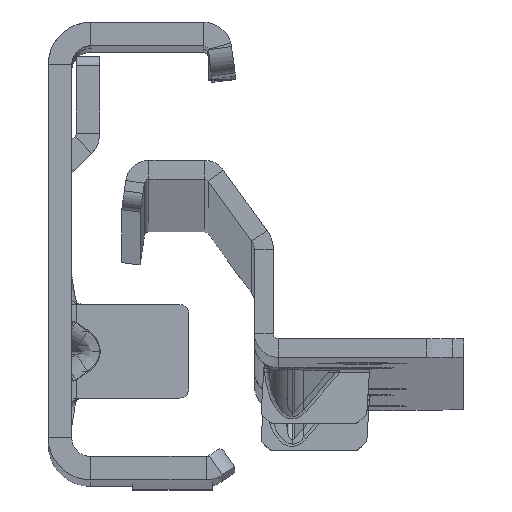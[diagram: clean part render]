
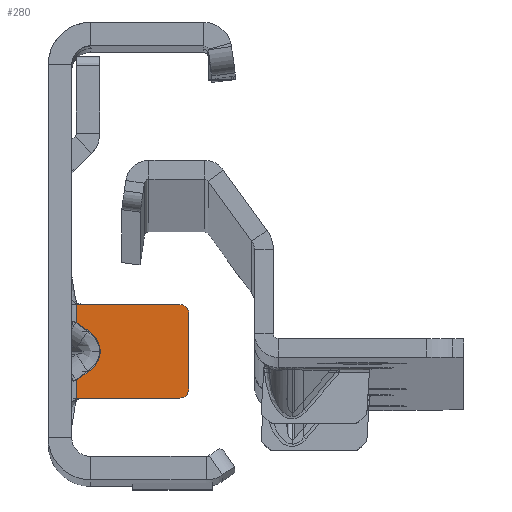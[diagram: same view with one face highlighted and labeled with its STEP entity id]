
A CAD part, top view. The second image highlights one B-rep face of the part: STEP entity #280.
In plain terms, the highlighted planar face has unit normal (0, 0, 1).
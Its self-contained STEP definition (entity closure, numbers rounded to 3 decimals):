
#11 = CARTESIAN_POINT ( 'NONE',  ( 3.573, -10.508, -391.5 ) ) ;
#182 = ORIENTED_EDGE ( 'NONE', *, *, #11791, .F. ) ;
#266 = CARTESIAN_POINT ( 'NONE',  ( 0.5, -14.6, -391.5 ) ) ;
#280 = ADVANCED_FACE ( 'NONE', ( #5761 ), #10671, .F. ) ;
#749 = DIRECTION ( 'NONE',  ( 0., 0., -1. ) ) ;
#784 = AXIS2_PLACEMENT_3D ( 'NONE', #1470, #8893, #7366 ) ;
#815 =( BOUNDED_CURVE ( )  B_SPLINE_CURVE ( 3, ( #14824, #11, #1548, #7444 ),
 .UNSPECIFIED., .F., .T. ) 
 B_SPLINE_CURVE_WITH_KNOTS ( ( 4, 4 ),
 ( 2.356, 3.927 ),
 .UNSPECIFIED. ) 
 CURVE ( )  GEOMETRIC_REPRESENTATION_ITEM ( )  RATIONAL_B_SPLINE_CURVE ( ( 1., 0.805, 0.805, 1. ) ) 
 REPRESENTATION_ITEM ( '' )  );
#890 = ORIENTED_EDGE ( 'NONE', *, *, #9843, .T. ) ;
#1347 = VERTEX_POINT ( 'NONE', #11712 ) ;
#1348 = LINE ( 'NONE', #15764, #14064 ) ;
#1425 = LINE ( 'NONE', #15903, #15836 ) ;
#1469 = CARTESIAN_POINT ( 'NONE',  ( -1.826, -14.6, -391.5 ) ) ;
#1470 = CARTESIAN_POINT ( 'NONE',  ( 11.5, -5.6, -391.5 ) ) ;
#1546 = VECTOR ( 'NONE', #7708, 1000. ) ;
#1548 = CARTESIAN_POINT ( 'NONE',  ( 3.573, -8.692, -391.5 ) ) ;
#1698 = CARTESIAN_POINT ( 'NONE',  ( 0.5, -6.519, -391.5 ) ) ;
#1901 = EDGE_CURVE ( 'NONE', #13066, #6394, #2274, .T. ) ;
#1974 = DIRECTION ( 'NONE',  ( 0., 1., 0. ) ) ;
#2146 = VERTEX_POINT ( 'NONE', #1698 ) ;
#2217 = VERTEX_POINT ( 'NONE', #9591 ) ;
#2274 = LINE ( 'NONE', #3386, #2562 ) ;
#2507 = EDGE_CURVE ( 'NONE', #10217, #9052, #5474, .T. ) ;
#2562 = VECTOR ( 'NONE', #14502, 1000. ) ;
#2827 = VECTOR ( 'NONE', #5553, 1000. ) ;
#2978 = EDGE_CURVE ( 'NONE', #6525, #2146, #10981, .T. ) ;
#3214 = AXIS2_PLACEMENT_3D ( 'NONE', #8258, #749, #4543 ) ;
#3355 = DIRECTION ( 'NONE',  ( -1., 0., 0. ) ) ;
#3386 = CARTESIAN_POINT ( 'NONE',  ( 12.5, -5.6, -391.5 ) ) ;
#3493 = VECTOR ( 'NONE', #8813, 1000. ) ;
#3619 = VECTOR ( 'NONE', #5385, 1000. ) ;
#4543 = DIRECTION ( 'NONE',  ( 0., 1., 0. ) ) ;
#4644 = EDGE_CURVE ( 'NONE', #1347, #13618, #7016, .T. ) ;
#4895 = ORIENTED_EDGE ( 'NONE', *, *, #2507, .F. ) ;
#5031 = ORIENTED_EDGE ( 'NONE', *, *, #13126, .F. ) ;
#5199 = ORIENTED_EDGE ( 'NONE', *, *, #13972, .T. ) ;
#5309 = CARTESIAN_POINT ( 'NONE',  ( 2.624, -11.179, -391.5 ) ) ;
#5385 = DIRECTION ( 'NONE',  ( 1., 0., 0. ) ) ;
#5474 = LINE ( 'NONE', #5309, #2827 ) ;
#5553 = DIRECTION ( 'NONE',  ( 0.816, 0.577, 0. ) ) ;
#5740 = ORIENTED_EDGE ( 'NONE', *, *, #9882, .T. ) ;
#5761 = FACE_OUTER_BOUND ( 'NONE', #11448, .T. ) ;
#5925 = CARTESIAN_POINT ( 'NONE',  ( 11.5, -13.6, -391.5 ) ) ;
#5952 = CARTESIAN_POINT ( 'NONE',  ( -1.826, -4.6, -391.5 ) ) ;
#6394 = VERTEX_POINT ( 'NONE', #10954 ) ;
#6525 = VERTEX_POINT ( 'NONE', #12135 ) ;
#6912 = EDGE_CURVE ( 'NONE', #2217, #13066, #11650, .T. ) ;
#7016 = LINE ( 'NONE', #5952, #10326 ) ;
#7186 = ORIENTED_EDGE ( 'NONE', *, *, #4644, .T. ) ;
#7207 = DIRECTION ( 'NONE',  ( -0.816, 0.577, 0. ) ) ;
#7254 = ORIENTED_EDGE ( 'NONE', *, *, #14040, .F. ) ;
#7366 = DIRECTION ( 'NONE',  ( 0., -1., 0. ) ) ;
#7444 = CARTESIAN_POINT ( 'NONE',  ( 1.757, -7.408, -391.5 ) ) ;
#7708 = DIRECTION ( 'NONE',  ( 0., 1., 0. ) ) ;
#7755 = VECTOR ( 'NONE', #7207, 1000. ) ;
#7757 = CIRCLE ( 'NONE', #784, 1. ) ;
#8258 = CARTESIAN_POINT ( 'NONE',  ( -7.326, 22.3, -391.5 ) ) ;
#8412 = CARTESIAN_POINT ( 'NONE',  ( 1.367, -7.131, -391.5 ) ) ;
#8616 = ORIENTED_EDGE ( 'NONE', *, *, #1901, .T. ) ;
#8813 = DIRECTION ( 'NONE',  ( 1., 0., 0. ) ) ;
#8893 = DIRECTION ( 'NONE',  ( 0., 0., 1. ) ) ;
#9052 = VERTEX_POINT ( 'NONE', #12214 ) ;
#9504 = VERTEX_POINT ( 'NONE', #266 ) ;
#9591 = CARTESIAN_POINT ( 'NONE',  ( 11.5, -14.6, -391.5 ) ) ;
#9750 = CARTESIAN_POINT ( 'NONE',  ( 11.5, -4.6, -391.5 ) ) ;
#9843 = EDGE_CURVE ( 'NONE', #14653, #2217, #10095, .T. ) ;
#9882 = EDGE_CURVE ( 'NONE', #11565, #1347, #1348, .T. ) ;
#10095 = LINE ( 'NONE', #1469, #3493 ) ;
#10143 = CARTESIAN_POINT ( 'NONE',  ( 0.5, -4.6, -391.5 ) ) ;
#10217 = VERTEX_POINT ( 'NONE', #13241 ) ;
#10326 = VECTOR ( 'NONE', #3355, 1000. ) ;
#10671 = PLANE ( 'NONE',  #3214 ) ;
#10954 = CARTESIAN_POINT ( 'NONE',  ( 12.5, -5.6, -391.5 ) ) ;
#10981 = LINE ( 'NONE', #8412, #7755 ) ;
#11045 = ORIENTED_EDGE ( 'NONE', *, *, #2978, .F. ) ;
#11332 = ORIENTED_EDGE ( 'NONE', *, *, #14179, .T. ) ;
#11448 = EDGE_LOOP ( 'NONE', ( #11045, #7254, #4895, #5031, #11332, #890, #14563, #8616, #5199, #5740, #7186, #182 ) ) ;
#11493 = CARTESIAN_POINT ( 'NONE',  ( -1.826, -14.6, -391.5 ) ) ;
#11565 = VERTEX_POINT ( 'NONE', #9750 ) ;
#11650 = CIRCLE ( 'NONE', #15753, 1. ) ;
#11712 = CARTESIAN_POINT ( 'NONE',  ( 0.708, -4.6, -391.5 ) ) ;
#11791 = EDGE_CURVE ( 'NONE', #2146, #13618, #1425, .T. ) ;
#12026 = CARTESIAN_POINT ( 'NONE',  ( 0.708, -14.6, -391.5 ) ) ;
#12135 = CARTESIAN_POINT ( 'NONE',  ( 1.757, -7.408, -391.5 ) ) ;
#12214 = CARTESIAN_POINT ( 'NONE',  ( 1.757, -11.792, -391.5 ) ) ;
#12703 = LINE ( 'NONE', #11493, #3619 ) ;
#13066 = VERTEX_POINT ( 'NONE', #15808 ) ;
#13126 = EDGE_CURVE ( 'NONE', #9504, #10217, #15081, .T. ) ;
#13241 = CARTESIAN_POINT ( 'NONE',  ( 0.5, -12.681, -391.5 ) ) ;
#13283 = DIRECTION ( 'NONE',  ( -1., 0., 0. ) ) ;
#13618 = VERTEX_POINT ( 'NONE', #10143 ) ;
#13972 = EDGE_CURVE ( 'NONE', #6394, #11565, #7757, .T. ) ;
#14040 = EDGE_CURVE ( 'NONE', #9052, #6525, #815, .T. ) ;
#14058 = CARTESIAN_POINT ( 'NONE',  ( 0.5, 22.3, -391.5 ) ) ;
#14064 = VECTOR ( 'NONE', #13283, 1000. ) ;
#14179 = EDGE_CURVE ( 'NONE', #9504, #14653, #12703, .T. ) ;
#14213 = DIRECTION ( 'NONE',  ( 0., 0., 1. ) ) ;
#14502 = DIRECTION ( 'NONE',  ( 0., 1., 0. ) ) ;
#14563 = ORIENTED_EDGE ( 'NONE', *, *, #6912, .T. ) ;
#14653 = VERTEX_POINT ( 'NONE', #12026 ) ;
#14705 = DIRECTION ( 'NONE',  ( 0., 1., 0. ) ) ;
#14824 = CARTESIAN_POINT ( 'NONE',  ( 1.757, -11.792, -391.5 ) ) ;
#15081 = LINE ( 'NONE', #14058, #1546 ) ;
#15753 = AXIS2_PLACEMENT_3D ( 'NONE', #5925, #14213, #1974 ) ;
#15764 = CARTESIAN_POINT ( 'NONE',  ( -1.826, -4.6, -391.5 ) ) ;
#15808 = CARTESIAN_POINT ( 'NONE',  ( 12.5, -13.6, -391.5 ) ) ;
#15836 = VECTOR ( 'NONE', #14705, 1000. ) ;
#15903 = CARTESIAN_POINT ( 'NONE',  ( 0.5, 22.3, -391.5 ) ) ;
